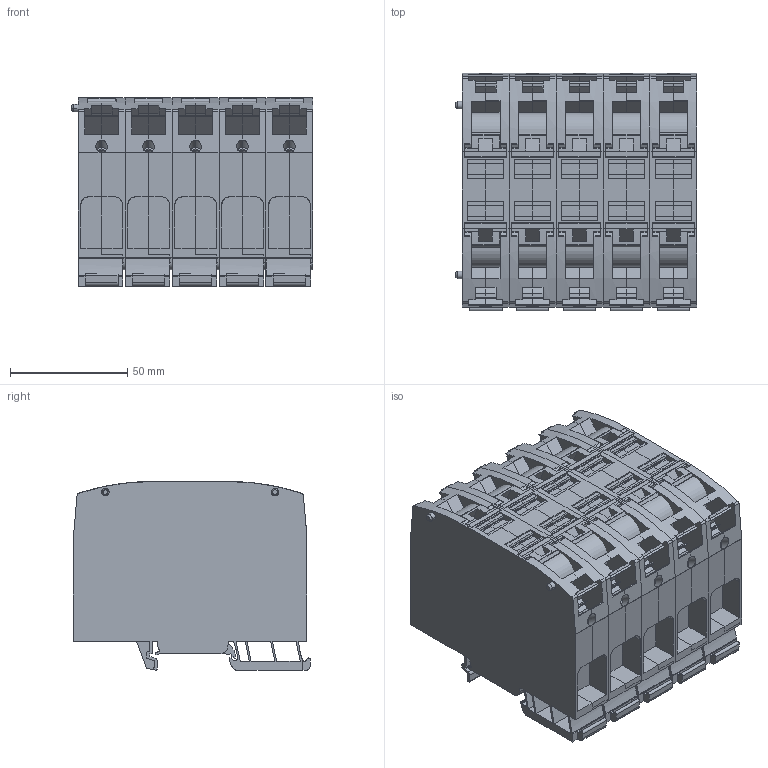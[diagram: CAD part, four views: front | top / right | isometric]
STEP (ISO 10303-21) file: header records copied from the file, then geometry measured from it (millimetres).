
FILE_DESCRIPTION(('CATIA V5 STEP Exchange','CAx-IF Rec.Pracs.--- Model Styling and Organization---1.5--- 2016-08-15','CAx-IF Rec.Pracs.---Supplemental Geometry---1.0---2011-11-01','CAx-IF Rec.Pracs.--- Composite Materials ---1.1---2010-07-15'),'2;1');
FILE_NAME ('1103920-4_2', '2025-09-19T08:35:09+00:00', ('none'), ('Weidmueller'), 'CATIA Version 5-6 Release 2024 SP4', 'CATIA V5 STEP AP214 v3', 'none');
FILE_SCHEMA(('AUTOMOTIVE_DESIGN { 1 0 10303 214 1 1 1 1 }'));
Products named in the file (1): 2663290000_A2C_50-70_3FT-N-PE
Bounding box: 103 x 100.97 x 80.45 mm (x, y, z)
Volume: 622843.9 mm3; surface area: 232379.2 mm2
Topology: 30 solids, 30 shells, 2608 faces, 7980 edges, 5478 vertices
Faces by surface type: plane 1755, cylinder 638, extrusion 125, cone 90
Entity records: 90168 total; most frequent: CARTESIAN_POINT 21329, ORIENTED_EDGE 15960, DIRECTION 11532, EDGE_CURVE 7980, VECTOR 5910, LINE 5785, VERTEX_POINT 5478, AXIS2_PLACEMENT_3D 3573
